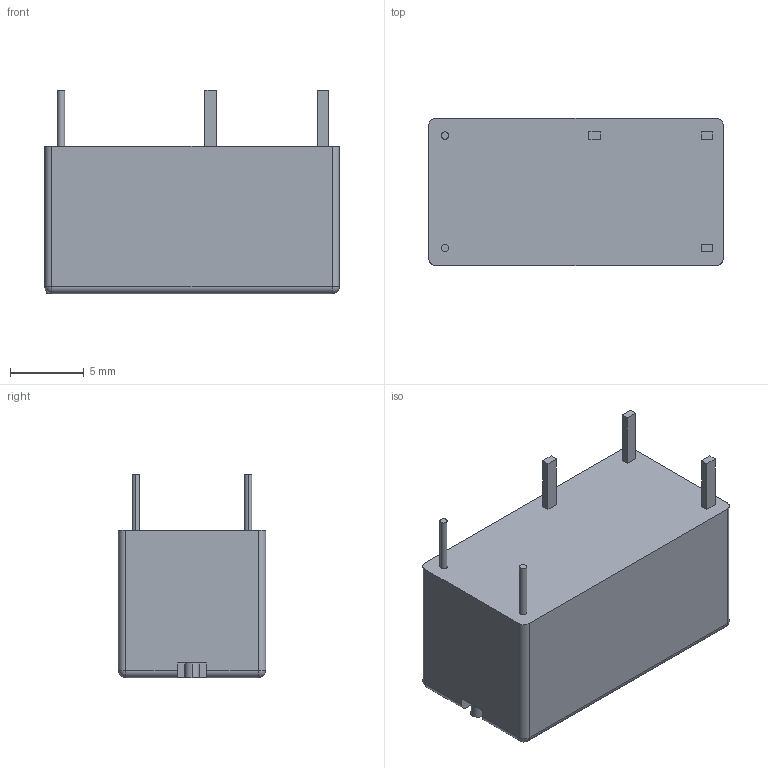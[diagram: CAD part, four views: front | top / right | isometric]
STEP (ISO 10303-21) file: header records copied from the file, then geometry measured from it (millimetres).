
FILE_DESCRIPTION(('STEP AP242'),'1');
FILE_NAME('1-1415390-1.stp','2023-02-21T04:21:57',('TraceParts'),('TraceParts S.A.'),'Spatial InterOp 3D',' ',' ');
FILE_SCHEMA(('AP242_MANAGED_MODEL_BASED_3D_ENGINEERING_MIM_LF {1 0 10303 442 1 1 4}'));
Length unit declared in the file: millimetre
Products named in the file (1): 1-1415390-1
Bounding box: 20 x 10 x 13.8 mm (x, y, z)
Volume: 1995.1 mm3; surface area: 1035.1 mm2
Topology: 1 solids, 1 shells, 54 faces, 123 edges, 78 vertices
Faces by surface type: plane 30, cylinder 20, sphere 4
Entity records: 1542 total; most frequent: CARTESIAN_POINT 278, DIRECTION 269, ORIENTED_EDGE 246, EDGE_CURVE 123, AXIS2_PLACEMENT_3D 93, LINE 83, VECTOR 83, VERTEX_POINT 78
